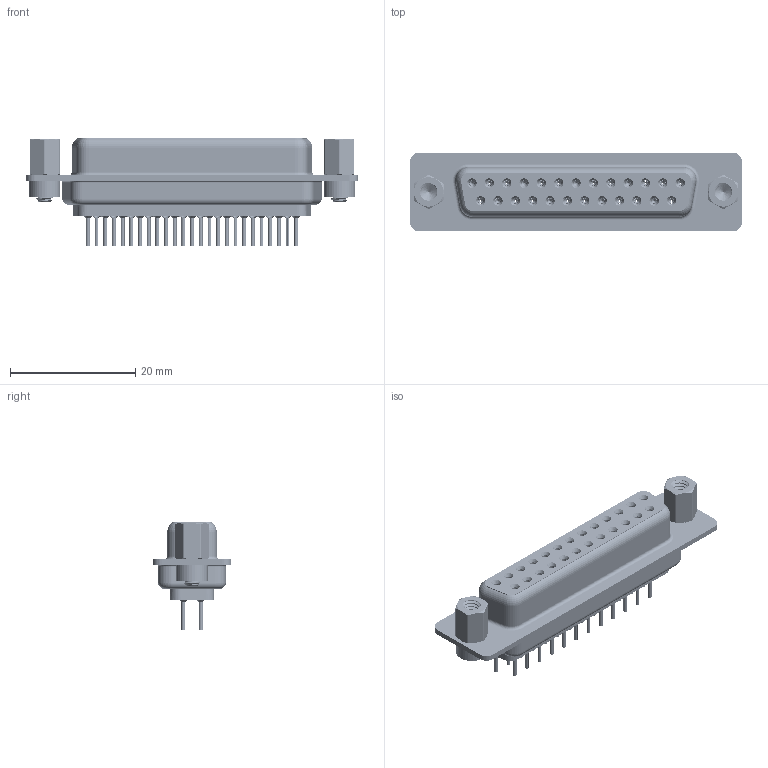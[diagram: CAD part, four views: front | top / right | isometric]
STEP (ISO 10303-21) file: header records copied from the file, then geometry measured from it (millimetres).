
FILE_DESCRIPTION (( 'STEP AP203' ), '1' );
FILE_NAME ('628-025-620-243.STEP', '2020-07-14T15:04:20', ( '' ), ( '' ), 'SwSTEP 2.0', 'SolidWorks 2020', '' );
FILE_SCHEMA (( 'CONFIG_CONTROL_DESIGN' ));
Length unit declared in the file: millimetre
Products named in the file (8): 628 Shell Front_25 Contacts; 628 4-40 Hex Standoff; 628 4-40 Threaded Rivet; 628 Contact Row 2_20L; 628 Shell Rear_25 Contacts; 628-025-620-243; 628 Contact Row 1_20L; 628 Housing_25 LP
Assembly tree (32 placements, depth 2):
  628-025-620-243
    628 Housing_25 LP
    628 Shell Front_25 Contacts
    628 Shell Rear_25 Contacts
    628 Contact Row 1_20L  x13
    628 Contact Row 2_20L  x12
    628 4-40 Threaded Rivet  x2
    628 4-40 Hex Standoff  x2
Bounding box: 53 x 12.6 x 17.3 mm (x, y, z)
Volume: 4043.8 mm3; surface area: 9815.5 mm2
Topology: 32 solids, 32 shells, 3576 faces, 9123 edges, 5672 vertices
Faces by surface type: cylinder 1032, plane 864, torus 707, bspline 518, cone 455
Entity records: 32661 total; most frequent: CARTESIAN_POINT 11139, DIRECTION 4343, ORIENTED_EDGE 4106, EDGE_CURVE 2053, AXIS2_PLACEMENT_3D 1812, VERTEX_POINT 1297, EDGE_LOOP 1006, CIRCLE 970
